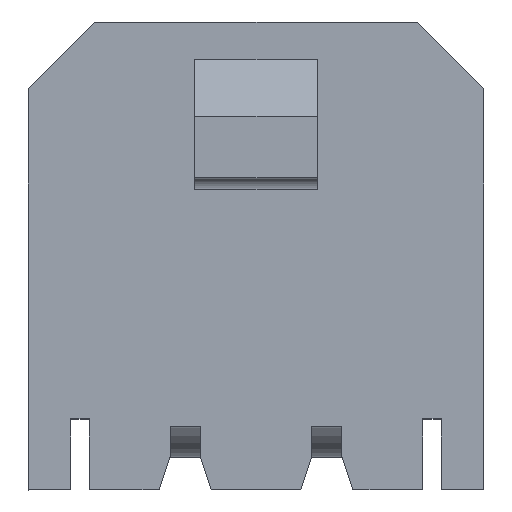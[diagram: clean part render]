
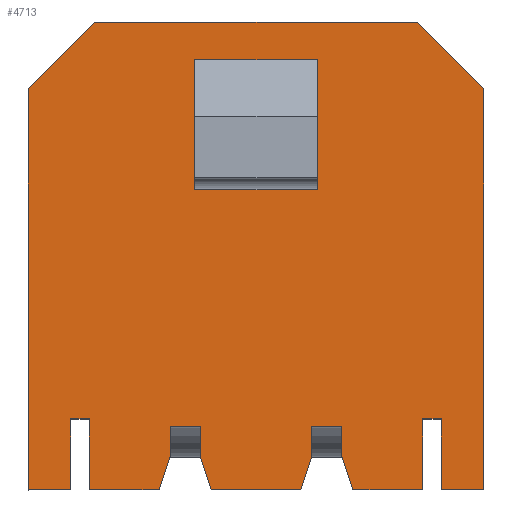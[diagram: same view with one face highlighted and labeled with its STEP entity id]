
A CAD part, top view. The second image highlights one B-rep face of the part: STEP entity #4713.
In plain terms, the highlighted planar face has unit normal (0, 0, 1).
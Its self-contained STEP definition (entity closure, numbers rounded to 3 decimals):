
#754=ORIENTED_EDGE('',*,*,#1127,.T.);
#755=ORIENTED_EDGE('',*,*,#1118,.T.);
#756=ORIENTED_EDGE('',*,*,#1460,.T.);
#757=ORIENTED_EDGE('',*,*,#1177,.T.);
#758=ORIENTED_EDGE('',*,*,#1198,.T.);
#759=ORIENTED_EDGE('',*,*,#1429,.T.);
#760=ORIENTED_EDGE('',*,*,#1194,.T.);
#761=ORIENTED_EDGE('',*,*,#1185,.T.);
#762=ORIENTED_EDGE('',*,*,#1427,.T.);
#763=ORIENTED_EDGE('',*,*,#1409,.F.);
#764=ORIENTED_EDGE('',*,*,#1368,.F.);
#765=ORIENTED_EDGE('',*,*,#1388,.F.);
#766=ORIENTED_EDGE('',*,*,#1392,.T.);
#767=ORIENTED_EDGE('',*,*,#1390,.F.);
#768=ORIENTED_EDGE('',*,*,#1349,.F.);
#769=ORIENTED_EDGE('',*,*,#1441,.F.);
#770=ORIENTED_EDGE('',*,*,#1346,.T.);
#771=ORIENTED_EDGE('',*,*,#1396,.T.);
#772=ORIENTED_EDGE('',*,*,#1394,.T.);
#773=ORIENTED_EDGE('',*,*,#1381,.T.);
#774=ORIENTED_EDGE('',*,*,#1438,.T.);
#775=ORIENTED_EDGE('',*,*,#1402,.T.);
#776=ORIENTED_EDGE('',*,*,#1461,.T.);
#777=ORIENTED_EDGE('',*,*,#1110,.T.);
#778=ORIENTED_EDGE('',*,*,#1131,.T.);
#779=ORIENTED_EDGE('',*,*,#1462,.T.);
#780=ORIENTED_EDGE('',*,*,#1334,.T.);
#781=ORIENTED_EDGE('',*,*,#1343,.T.);
#782=ORIENTED_EDGE('',*,*,#1329,.F.);
#783=ORIENTED_EDGE('',*,*,#1340,.F.);
#1110=EDGE_CURVE('',#1597,#1596,#1902,.T.);
#1118=EDGE_CURVE('',#1605,#1604,#1910,.T.);
#1127=EDGE_CURVE('',#1612,#1605,#1918,.T.);
#1131=EDGE_CURVE('',#1596,#1614,#1921,.T.);
#1177=EDGE_CURVE('',#1651,#1650,#1967,.T.);
#1185=EDGE_CURVE('',#1659,#1658,#1975,.T.);
#1194=EDGE_CURVE('',#1666,#1659,#1983,.T.);
#1198=EDGE_CURVE('',#1650,#1668,#1986,.T.);
#1329=EDGE_CURVE('',#1761,#1762,#2117,.T.);
#1334=EDGE_CURVE('',#1766,#1767,#2121,.T.);
#1340=EDGE_CURVE('',#1766,#1761,#2126,.T.);
#1343=EDGE_CURVE('',#1767,#1762,#2129,.T.);
#1346=EDGE_CURVE('',#1771,#1772,#2132,.T.);
#1349=EDGE_CURVE('',#1774,#1773,#2135,.T.);
#1368=EDGE_CURVE('',#1784,#1783,#2154,.T.);
#1381=EDGE_CURVE('',#1791,#1790,#2167,.T.);
#1388=EDGE_CURVE('',#1793,#1784,#2174,.T.);
#1390=EDGE_CURVE('',#1773,#1794,#2176,.T.);
#1392=EDGE_CURVE('',#1793,#1794,#2178,.T.);
#1394=EDGE_CURVE('',#1795,#1791,#2180,.T.);
#1396=EDGE_CURVE('',#1772,#1795,#2182,.T.);
#1402=EDGE_CURVE('',#1802,#1801,#2188,.T.);
#1409=EDGE_CURVE('',#1783,#1806,#2195,.T.);
#1427=EDGE_CURVE('',#1658,#1806,#2213,.T.);
#1429=EDGE_CURVE('',#1668,#1666,#2215,.T.);
#1438=EDGE_CURVE('',#1790,#1802,#2224,.T.);
#1441=EDGE_CURVE('',#1771,#1774,#2227,.T.);
#1460=EDGE_CURVE('',#1604,#1651,#2246,.T.);
#1461=EDGE_CURVE('',#1801,#1597,#2247,.T.);
#1462=EDGE_CURVE('',#1614,#1612,#2248,.T.);
#1596=VERTEX_POINT('',#6005);
#1597=VERTEX_POINT('',#6007);
#1604=VERTEX_POINT('',#6023);
#1605=VERTEX_POINT('',#6025);
#1612=VERTEX_POINT('',#6043);
#1614=VERTEX_POINT('',#6049);
#1650=VERTEX_POINT('',#6145);
#1651=VERTEX_POINT('',#6147);
#1658=VERTEX_POINT('',#6163);
#1659=VERTEX_POINT('',#6165);
#1666=VERTEX_POINT('',#6183);
#1668=VERTEX_POINT('',#6189);
#1761=VERTEX_POINT('',#6449);
#1762=VERTEX_POINT('',#6450);
#1766=VERTEX_POINT('',#6460);
#1767=VERTEX_POINT('',#6461);
#1771=VERTEX_POINT('',#6480);
#1772=VERTEX_POINT('',#6482);
#1773=VERTEX_POINT('',#6486);
#1774=VERTEX_POINT('',#6488);
#1783=VERTEX_POINT('',#6522);
#1784=VERTEX_POINT('',#6524);
#1790=VERTEX_POINT('',#6546);
#1791=VERTEX_POINT('',#6548);
#1793=VERTEX_POINT('',#6557);
#1794=VERTEX_POINT('',#6562);
#1795=VERTEX_POINT('',#6569);
#1801=VERTEX_POINT('',#6586);
#1802=VERTEX_POINT('',#6588);
#1806=VERTEX_POINT('',#6600);
#1902=LINE('',#6006,#2370);
#1910=LINE('',#6024,#2378);
#1918=LINE('',#6042,#2386);
#1921=LINE('',#6050,#2389);
#1967=LINE('',#6146,#2435);
#1975=LINE('',#6164,#2443);
#1983=LINE('',#6182,#2451);
#1986=LINE('',#6190,#2454);
#2117=LINE('',#6448,#2585);
#2121=LINE('',#6459,#2589);
#2126=LINE('',#6471,#2594);
#2129=LINE('',#6477,#2597);
#2132=LINE('',#6483,#2600);
#2135=LINE('',#6489,#2603);
#2154=LINE('',#6525,#2622);
#2167=LINE('',#6547,#2635);
#2174=LINE('',#6558,#2642);
#2176=LINE('',#6561,#2644);
#2178=LINE('',#6565,#2646);
#2180=LINE('',#6570,#2648);
#2182=LINE('',#6574,#2650);
#2188=LINE('',#6587,#2656);
#2195=LINE('',#6599,#2663);
#2213=LINE('',#6630,#2681);
#2215=LINE('',#6634,#2683);
#2224=LINE('',#6654,#2692);
#2227=LINE('',#6659,#2695);
#2246=LINE('',#6688,#2714);
#2247=LINE('',#6689,#2715);
#2248=LINE('',#6690,#2716);
#2370=VECTOR('',#5088,1000.);
#2378=VECTOR('',#5100,1000.);
#2386=VECTOR('',#5114,1000.);
#2389=VECTOR('',#5121,1000.);
#2435=VECTOR('',#5195,1000.);
#2443=VECTOR('',#5207,1000.);
#2451=VECTOR('',#5221,1000.);
#2454=VECTOR('',#5228,1000.);
#2585=VECTOR('',#5429,1000.);
#2589=VECTOR('',#5437,1000.);
#2594=VECTOR('',#5446,1000.);
#2597=VECTOR('',#5455,1000.);
#2600=VECTOR('',#5460,1000.);
#2603=VECTOR('',#5465,1000.);
#2622=VECTOR('',#5498,1000.);
#2635=VECTOR('',#5517,1000.);
#2642=VECTOR('',#5526,1000.);
#2644=VECTOR('',#5530,1000.);
#2646=VECTOR('',#5534,1000.);
#2648=VECTOR('',#5540,1000.);
#2650=VECTOR('',#5546,1000.);
#2656=VECTOR('',#5554,1000.);
#2663=VECTOR('',#5563,1000.);
#2681=VECTOR('',#5589,1000.);
#2683=VECTOR('',#5595,1000.);
#2692=VECTOR('',#5618,1000.);
#2695=VECTOR('',#5625,1000.);
#2714=VECTOR('',#5656,1000.);
#2715=VECTOR('',#5657,1000.);
#2716=VECTOR('',#5658,1000.);
#2920=EDGE_LOOP('',(#754,#755,#756,#757,#758,#759,#760,#761,#762,#763,#764,
#765,#766,#767,#768,#769,#770,#771,#772,#773,#774,#775,#776,#777,#778,#779));
#2921=EDGE_LOOP('',(#780,#781,#782,#783));
#3106=FACE_BOUND('',#2920,.T.);
#3107=FACE_BOUND('',#2921,.T.);
#3282=PLANE('',#4919);
#4713=ADVANCED_FACE('',(#3106,#3107),#3282,.T.);
#4919=AXIS2_PLACEMENT_3D('',#6687,#5654,#5655);
#5088=DIRECTION('',(-0.312,-0.95,0.));
#5100=DIRECTION('',(-0.312,0.95,0.));
#5114=DIRECTION('',(0.,1.,0.));
#5121=DIRECTION('',(0.,-1.,0.));
#5195=DIRECTION('',(-0.312,-0.95,0.));
#5207=DIRECTION('',(-0.312,0.95,0.));
#5221=DIRECTION('',(0.,1.,0.));
#5228=DIRECTION('',(0.,-1.,0.));
#5429=DIRECTION('',(0.,-1.,0.));
#5437=DIRECTION('',(0.,-1.,0.));
#5446=DIRECTION('',(-1.,0.,0.));
#5455=DIRECTION('',(-1.,0.,0.));
#5460=DIRECTION('',(0.707,0.707,0.));
#5465=DIRECTION('',(-0.707,0.707,0.));
#5498=DIRECTION('',(1.,0.,0.));
#5517=DIRECTION('',(0.,-1.,0.));
#5526=DIRECTION('',(0.,-1.,0.));
#5530=DIRECTION('',(0.,1.,0.));
#5534=DIRECTION('',(-1.,0.,0.));
#5540=DIRECTION('',(-1.,0.,0.));
#5546=DIRECTION('',(0.,1.,0.));
#5554=DIRECTION('',(0.,1.,0.));
#5563=DIRECTION('',(0.,1.,0.));
#5589=DIRECTION('',(-1.,0.,0.));
#5595=DIRECTION('',(-1.,0.,0.));
#5618=DIRECTION('',(-1.,0.,0.));
#5625=DIRECTION('',(-1.,0.,0.));
#5654=DIRECTION('',(0.,0.,1.));
#5655=DIRECTION('',(0.,-1.,0.));
#5656=DIRECTION('',(-1.,0.,0.));
#5657=DIRECTION('',(-1.,0.,0.));
#5658=DIRECTION('',(-1.,0.,0.));
#6005=CARTESIAN_POINT('',(1.82,4.25,2.185));
#6006=CARTESIAN_POINT('',(1.82,4.25,2.185));
#6007=CARTESIAN_POINT('',(2.05,4.95,2.185));
#6023=CARTESIAN_POINT('',(0.95,4.95,2.185));
#6024=CARTESIAN_POINT('',(1.18,4.25,2.185));
#6025=CARTESIAN_POINT('',(1.18,4.25,2.185));
#6042=CARTESIAN_POINT('',(1.18,3.61,2.185));
#6043=CARTESIAN_POINT('',(1.18,3.61,2.185));
#6049=CARTESIAN_POINT('',(1.82,3.61,2.185));
#6050=CARTESIAN_POINT('',(1.82,4.25,2.185));
#6145=CARTESIAN_POINT('',(-1.18,4.25,2.185));
#6146=CARTESIAN_POINT('',(-1.18,4.25,2.185));
#6147=CARTESIAN_POINT('',(-0.95,4.95,2.185));
#6163=CARTESIAN_POINT('',(-2.05,4.95,2.185));
#6164=CARTESIAN_POINT('',(-1.82,4.25,2.185));
#6165=CARTESIAN_POINT('',(-1.82,4.25,2.185));
#6182=CARTESIAN_POINT('',(-1.82,3.61,2.185));
#6183=CARTESIAN_POINT('',(-1.82,3.61,2.185));
#6189=CARTESIAN_POINT('',(-1.18,3.61,2.185));
#6190=CARTESIAN_POINT('',(-1.18,4.25,2.185));
#6448=CARTESIAN_POINT('',(-1.3,-4.15,2.185));
#6449=CARTESIAN_POINT('',(-1.3,-1.4,2.185));
#6450=CARTESIAN_POINT('',(-1.3,-4.15,2.185));
#6459=CARTESIAN_POINT('',(1.3,-4.15,2.185));
#6460=CARTESIAN_POINT('',(1.3,-1.4,2.185));
#6461=CARTESIAN_POINT('',(1.3,-4.15,2.185));
#6471=CARTESIAN_POINT('',(1.3,-1.4,2.185));
#6477=CARTESIAN_POINT('',(1.3,-4.15,2.185));
#6480=CARTESIAN_POINT('',(3.411,-4.95,2.185));
#6482=CARTESIAN_POINT('',(4.825,-3.536,2.185));
#6483=CARTESIAN_POINT('',(3.411,-4.95,2.185));
#6486=CARTESIAN_POINT('',(-4.825,-3.536,2.185));
#6488=CARTESIAN_POINT('',(-3.411,-4.95,2.185));
#6489=CARTESIAN_POINT('',(-3.411,-4.95,2.185));
#6522=CARTESIAN_POINT('',(-3.525,3.45,2.185));
#6524=CARTESIAN_POINT('',(-3.925,3.45,2.185));
#6525=CARTESIAN_POINT('',(-3.925,3.45,2.185));
#6546=CARTESIAN_POINT('',(3.925,3.45,2.185));
#6547=CARTESIAN_POINT('',(3.925,4.95,2.185));
#6548=CARTESIAN_POINT('',(3.925,4.95,2.185));
#6557=CARTESIAN_POINT('',(-3.925,4.95,2.185));
#6558=CARTESIAN_POINT('',(-3.925,4.95,2.185));
#6561=CARTESIAN_POINT('',(-4.825,-4.95,2.185));
#6562=CARTESIAN_POINT('',(-4.825,4.95,2.185));
#6565=CARTESIAN_POINT('',(4.825,4.95,2.185));
#6569=CARTESIAN_POINT('',(4.825,4.95,2.185));
#6570=CARTESIAN_POINT('',(4.825,4.95,2.185));
#6574=CARTESIAN_POINT('',(4.825,-4.95,2.185));
#6586=CARTESIAN_POINT('',(3.525,4.95,2.185));
#6587=CARTESIAN_POINT('',(3.525,3.45,2.185));
#6588=CARTESIAN_POINT('',(3.525,3.45,2.185));
#6599=CARTESIAN_POINT('',(-3.525,3.45,2.185));
#6600=CARTESIAN_POINT('',(-3.525,4.95,2.185));
#6630=CARTESIAN_POINT('',(4.825,4.95,2.185));
#6634=CARTESIAN_POINT('',(-1.18,3.61,2.185));
#6654=CARTESIAN_POINT('',(3.925,3.45,2.185));
#6659=CARTESIAN_POINT('',(4.825,-4.95,2.185));
#6687=CARTESIAN_POINT('',(4.825,-4.95,2.185));
#6688=CARTESIAN_POINT('',(4.825,4.95,2.185));
#6689=CARTESIAN_POINT('',(4.825,4.95,2.185));
#6690=CARTESIAN_POINT('',(1.82,3.61,2.185));
